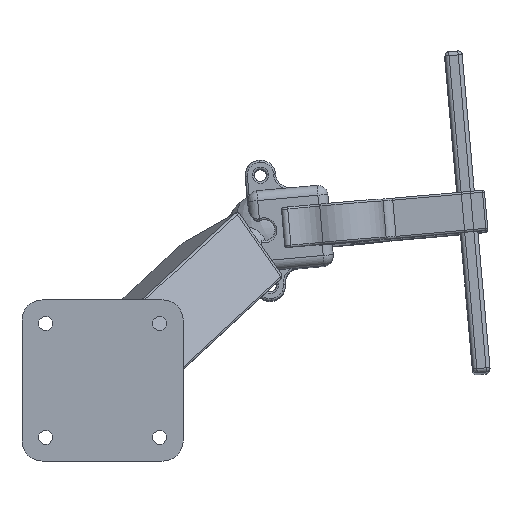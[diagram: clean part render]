
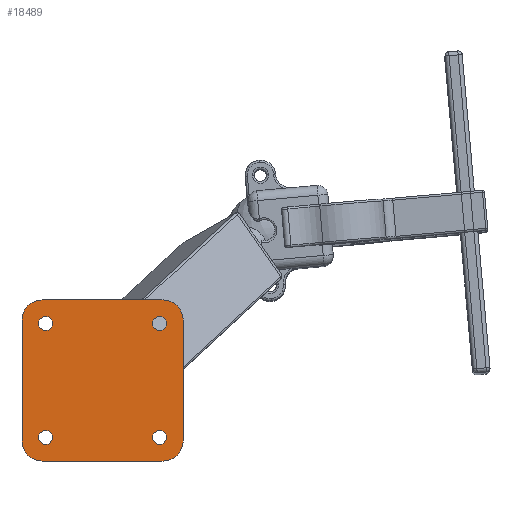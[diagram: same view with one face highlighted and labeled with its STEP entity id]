
A CAD part, front view. The second image highlights one B-rep face of the part: STEP entity #18489.
In plain terms, the highlighted planar face has unit normal (0, -1, 0).
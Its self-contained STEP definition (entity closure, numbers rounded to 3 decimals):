
#141 = CARTESIAN_POINT ( 'NONE',  ( 30., 0., 30. ) ) ;
#151 = VERTEX_POINT ( 'NONE', #7124 ) ;
#606 = VERTEX_POINT ( 'NONE', #10166 ) ;
#645 = ORIENTED_EDGE ( 'NONE', *, *, #18040, .T. ) ;
#980 = CARTESIAN_POINT ( 'NONE',  ( 30., 0., -40. ) ) ;
#1235 = CARTESIAN_POINT ( 'NONE',  ( -30., 0., 40. ) ) ;
#1490 = FACE_OUTER_BOUND ( 'NONE', #7643, .T. ) ;
#1631 = ORIENTED_EDGE ( 'NONE', *, *, #19578, .F. ) ;
#1676 = LINE ( 'NONE', #15586, #10889 ) ;
#2107 = ORIENTED_EDGE ( 'NONE', *, *, #4325, .F. ) ;
#2277 = AXIS2_PLACEMENT_3D ( 'NONE', #21036, #5390, #10636 ) ;
#2322 = DIRECTION ( 'NONE',  ( 0., 1., 0. ) ) ;
#2390 = ORIENTED_EDGE ( 'NONE', *, *, #16560, .T. ) ;
#2502 = EDGE_CURVE ( 'NONE', #6644, #21859, #9666, .T. ) ;
#2519 = DIRECTION ( 'NONE',  ( 0., 0., 1. ) ) ;
#2588 = CARTESIAN_POINT ( 'NONE',  ( 28.284, 0., -28.284 ) ) ;
#2764 = AXIS2_PLACEMENT_3D ( 'NONE', #18986, #12133, #3455 ) ;
#3028 = VERTEX_POINT ( 'NONE', #12582 ) ;
#3455 = DIRECTION ( 'NONE',  ( 0., 0., 1. ) ) ;
#3466 = AXIS2_PLACEMENT_3D ( 'NONE', #7388, #14433, #21413 ) ;
#3495 = VECTOR ( 'NONE', #6882, 1000. ) ;
#3541 = DIRECTION ( 'NONE',  ( 0., 1., 0. ) ) ;
#3680 = DIRECTION ( 'NONE',  ( 0., 0., 1. ) ) ;
#3727 = DIRECTION ( 'NONE',  ( 0., 0., 1. ) ) ;
#3787 = EDGE_CURVE ( 'NONE', #12715, #17599, #18180, .T. ) ;
#4073 = ORIENTED_EDGE ( 'NONE', *, *, #11385, .T. ) ;
#4325 = EDGE_CURVE ( 'NONE', #10522, #6644, #22229, .T. ) ;
#4340 = CARTESIAN_POINT ( 'NONE',  ( -28.284, 0., -24.784 ) ) ;
#4398 = CARTESIAN_POINT ( 'NONE',  ( 40., 0., -30. ) ) ;
#4586 = CIRCLE ( 'NONE', #2764, 3.5 ) ;
#4783 = ORIENTED_EDGE ( 'NONE', *, *, #6058, .T. ) ;
#4886 = EDGE_LOOP ( 'NONE', ( #15362, #645 ) ) ;
#4953 = CIRCLE ( 'NONE', #5683, 3.5 ) ;
#5051 = DIRECTION ( 'NONE',  ( 0., 1., 0. ) ) ;
#5232 = VERTEX_POINT ( 'NONE', #4340 ) ;
#5253 = DIRECTION ( 'NONE',  ( 0., 0., 1. ) ) ;
#5269 = DIRECTION ( 'NONE',  ( 0., 1., 0. ) ) ;
#5301 = DIRECTION ( 'NONE',  ( 0., 1., 0. ) ) ;
#5390 = DIRECTION ( 'NONE',  ( 0., 1., 0. ) ) ;
#5493 = DIRECTION ( 'NONE',  ( 0., 0., 1. ) ) ;
#5556 = CIRCLE ( 'NONE', #11019, 3.5 ) ;
#5683 = AXIS2_PLACEMENT_3D ( 'NONE', #8588, #16732, #16618 ) ;
#5875 = AXIS2_PLACEMENT_3D ( 'NONE', #2588, #13083, #18679 ) ;
#6058 = EDGE_CURVE ( 'NONE', #151, #17337, #4953, .T. ) ;
#6636 = FACE_BOUND ( 'NONE', #10376, .T. ) ;
#6644 = VERTEX_POINT ( 'NONE', #1235 ) ;
#6680 = ORIENTED_EDGE ( 'NONE', *, *, #16398, .F. ) ;
#6741 = ORIENTED_EDGE ( 'NONE', *, *, #9118, .F. ) ;
#6779 = AXIS2_PLACEMENT_3D ( 'NONE', #9386, #2322, #19457 ) ;
#6882 = DIRECTION ( 'NONE',  ( -1., 0., 0. ) ) ;
#6972 = PLANE ( 'NONE',  #8613 ) ;
#7124 = CARTESIAN_POINT ( 'NONE',  ( 28.284, 0., -31.784 ) ) ;
#7388 = CARTESIAN_POINT ( 'NONE',  ( -28.284, 0., -28.284 ) ) ;
#7621 = ORIENTED_EDGE ( 'NONE', *, *, #18085, .F. ) ;
#7643 = EDGE_LOOP ( 'NONE', ( #2107, #6741, #8147, #7621, #14586, #6680, #1631, #9800 ) ) ;
#7664 = DIRECTION ( 'NONE',  ( 0., 1., 0. ) ) ;
#7819 = VERTEX_POINT ( 'NONE', #12742 ) ;
#7835 = CARTESIAN_POINT ( 'NONE',  ( -28.284, 0., -31.784 ) ) ;
#8147 = ORIENTED_EDGE ( 'NONE', *, *, #14785, .F. ) ;
#8205 = CARTESIAN_POINT ( 'NONE',  ( 28.284, 0., -24.784 ) ) ;
#8490 = VERTEX_POINT ( 'NONE', #18498 ) ;
#8549 = DIRECTION ( 'NONE',  ( 0., 1., 0. ) ) ;
#8588 = CARTESIAN_POINT ( 'NONE',  ( 28.284, 0., -28.284 ) ) ;
#8613 = AXIS2_PLACEMENT_3D ( 'NONE', #17471, #3541, #5253 ) ;
#8813 = EDGE_LOOP ( 'NONE', ( #4783, #4073 ) ) ;
#9118 = EDGE_CURVE ( 'NONE', #7819, #10522, #1676, .T. ) ;
#9186 = CARTESIAN_POINT ( 'NONE',  ( 30., 0., 40. ) ) ;
#9190 = EDGE_LOOP ( 'NONE', ( #2390, #15485 ) ) ;
#9246 = AXIS2_PLACEMENT_3D ( 'NONE', #15780, #5051, #11908 ) ;
#9386 = CARTESIAN_POINT ( 'NONE',  ( -28.284, 0., 28.284 ) ) ;
#9413 = LINE ( 'NONE', #4398, #18060 ) ;
#9666 = LINE ( 'NONE', #16640, #15435 ) ;
#9688 = CIRCLE ( 'NONE', #10781, 3.5 ) ;
#9800 = ORIENTED_EDGE ( 'NONE', *, *, #2502, .F. ) ;
#10094 = CARTESIAN_POINT ( 'NONE',  ( -28.284, 0., 24.784 ) ) ;
#10166 = CARTESIAN_POINT ( 'NONE',  ( 40., 0., 30. ) ) ;
#10376 = EDGE_LOOP ( 'NONE', ( #15787, #18871 ) ) ;
#10406 = CIRCLE ( 'NONE', #3466, 3.5 ) ;
#10522 = VERTEX_POINT ( 'NONE', #17746 ) ;
#10610 = FACE_BOUND ( 'NONE', #4886, .T. ) ;
#10636 = DIRECTION ( 'NONE',  ( 0., 0., 1. ) ) ;
#10781 = AXIS2_PLACEMENT_3D ( 'NONE', #13738, #5301, #11924 ) ;
#10889 = VECTOR ( 'NONE', #3727, 1000. ) ;
#11019 = AXIS2_PLACEMENT_3D ( 'NONE', #14161, #7664, #2519 ) ;
#11379 = VERTEX_POINT ( 'NONE', #7835 ) ;
#11385 = EDGE_CURVE ( 'NONE', #17337, #151, #18287, .T. ) ;
#11606 = DIRECTION ( 'NONE',  ( 1., 0., 0. ) ) ;
#11634 = AXIS2_PLACEMENT_3D ( 'NONE', #20880, #8549, #19695 ) ;
#11908 = DIRECTION ( 'NONE',  ( 0., 0., 1. ) ) ;
#11924 = DIRECTION ( 'NONE',  ( 0., 0., 1. ) ) ;
#12123 = CARTESIAN_POINT ( 'NONE',  ( -30., 0., 30. ) ) ;
#12133 = DIRECTION ( 'NONE',  ( 0., 1., 0. ) ) ;
#12361 = AXIS2_PLACEMENT_3D ( 'NONE', #12123, #5269, #5493 ) ;
#12582 = CARTESIAN_POINT ( 'NONE',  ( -28.284, 0., 31.784 ) ) ;
#12715 = VERTEX_POINT ( 'NONE', #18586 ) ;
#12742 = CARTESIAN_POINT ( 'NONE',  ( -40., 0., -30. ) ) ;
#13083 = DIRECTION ( 'NONE',  ( 0., 1., 0. ) ) ;
#13215 = CIRCLE ( 'NONE', #2277, 3.5 ) ;
#13738 = CARTESIAN_POINT ( 'NONE',  ( -28.284, 0., -28.284 ) ) ;
#13798 = EDGE_CURVE ( 'NONE', #8490, #19828, #13215, .T. ) ;
#13807 = EDGE_CURVE ( 'NONE', #16446, #3028, #5556, .T. ) ;
#13822 = DIRECTION ( 'NONE',  ( 0., 1., 0. ) ) ;
#14161 = CARTESIAN_POINT ( 'NONE',  ( -28.284, 0., 28.284 ) ) ;
#14433 = DIRECTION ( 'NONE',  ( 0., 1., 0. ) ) ;
#14586 = ORIENTED_EDGE ( 'NONE', *, *, #3787, .F. ) ;
#14590 = VERTEX_POINT ( 'NONE', #18312 ) ;
#14785 = EDGE_CURVE ( 'NONE', #14590, #7819, #16923, .T. ) ;
#14786 = CIRCLE ( 'NONE', #6779, 3.5 ) ;
#15362 = ORIENTED_EDGE ( 'NONE', *, *, #13798, .T. ) ;
#15435 = VECTOR ( 'NONE', #11606, 1000. ) ;
#15485 = ORIENTED_EDGE ( 'NONE', *, *, #16389, .T. ) ;
#15586 = CARTESIAN_POINT ( 'NONE',  ( -40., 0., -30. ) ) ;
#15780 = CARTESIAN_POINT ( 'NONE',  ( -30., 0., -30. ) ) ;
#15787 = ORIENTED_EDGE ( 'NONE', *, *, #13807, .T. ) ;
#15887 = CARTESIAN_POINT ( 'NONE',  ( -30., 0., -40. ) ) ;
#16381 = DIRECTION ( 'NONE',  ( 0., 0., -1. ) ) ;
#16389 = EDGE_CURVE ( 'NONE', #5232, #11379, #10406, .T. ) ;
#16398 = EDGE_CURVE ( 'NONE', #606, #12715, #9413, .T. ) ;
#16446 = VERTEX_POINT ( 'NONE', #10094 ) ;
#16560 = EDGE_CURVE ( 'NONE', #11379, #5232, #9688, .T. ) ;
#16618 = DIRECTION ( 'NONE',  ( 0., 0., 1. ) ) ;
#16640 = CARTESIAN_POINT ( 'NONE',  ( -30., 0., 40. ) ) ;
#16732 = DIRECTION ( 'NONE',  ( 0., 1., 0. ) ) ;
#16781 = EDGE_CURVE ( 'NONE', #3028, #16446, #14786, .T. ) ;
#16923 = CIRCLE ( 'NONE', #9246, 10. ) ;
#17337 = VERTEX_POINT ( 'NONE', #8205 ) ;
#17362 = FACE_BOUND ( 'NONE', #9190, .T. ) ;
#17389 = LINE ( 'NONE', #15887, #3495 ) ;
#17471 = CARTESIAN_POINT ( 'NONE',  ( -30., 0., 30. ) ) ;
#17599 = VERTEX_POINT ( 'NONE', #980 ) ;
#17746 = CARTESIAN_POINT ( 'NONE',  ( -40., 0., 30. ) ) ;
#17800 = CIRCLE ( 'NONE', #22557, 10. ) ;
#18040 = EDGE_CURVE ( 'NONE', #19828, #8490, #4586, .T. ) ;
#18060 = VECTOR ( 'NONE', #16381, 1000. ) ;
#18085 = EDGE_CURVE ( 'NONE', #17599, #14590, #17389, .T. ) ;
#18180 = CIRCLE ( 'NONE', #11634, 10. ) ;
#18287 = CIRCLE ( 'NONE', #5875, 3.5 ) ;
#18312 = CARTESIAN_POINT ( 'NONE',  ( -30., 0., -40. ) ) ;
#18489 = ADVANCED_FACE ( 'NONE', ( #1490, #17362, #19075, #10610, #6636 ), #6972, .F. ) ;
#18498 = CARTESIAN_POINT ( 'NONE',  ( 28.284, 0., 24.784 ) ) ;
#18506 = CARTESIAN_POINT ( 'NONE',  ( 28.284, 0., 31.784 ) ) ;
#18586 = CARTESIAN_POINT ( 'NONE',  ( 40., 0., -30. ) ) ;
#18679 = DIRECTION ( 'NONE',  ( 0., 0., 1. ) ) ;
#18871 = ORIENTED_EDGE ( 'NONE', *, *, #16781, .T. ) ;
#18986 = CARTESIAN_POINT ( 'NONE',  ( 28.284, 0., 28.284 ) ) ;
#19075 = FACE_BOUND ( 'NONE', #8813, .T. ) ;
#19457 = DIRECTION ( 'NONE',  ( 0., 0., 1. ) ) ;
#19578 = EDGE_CURVE ( 'NONE', #21859, #606, #17800, .T. ) ;
#19695 = DIRECTION ( 'NONE',  ( 0., 0., -1. ) ) ;
#19828 = VERTEX_POINT ( 'NONE', #18506 ) ;
#20880 = CARTESIAN_POINT ( 'NONE',  ( 30., 0., -30. ) ) ;
#21036 = CARTESIAN_POINT ( 'NONE',  ( 28.284, 0., 28.284 ) ) ;
#21413 = DIRECTION ( 'NONE',  ( 0., 0., 1. ) ) ;
#21859 = VERTEX_POINT ( 'NONE', #9186 ) ;
#22229 = CIRCLE ( 'NONE', #12361, 10. ) ;
#22557 = AXIS2_PLACEMENT_3D ( 'NONE', #141, #13822, #3680 ) ;
